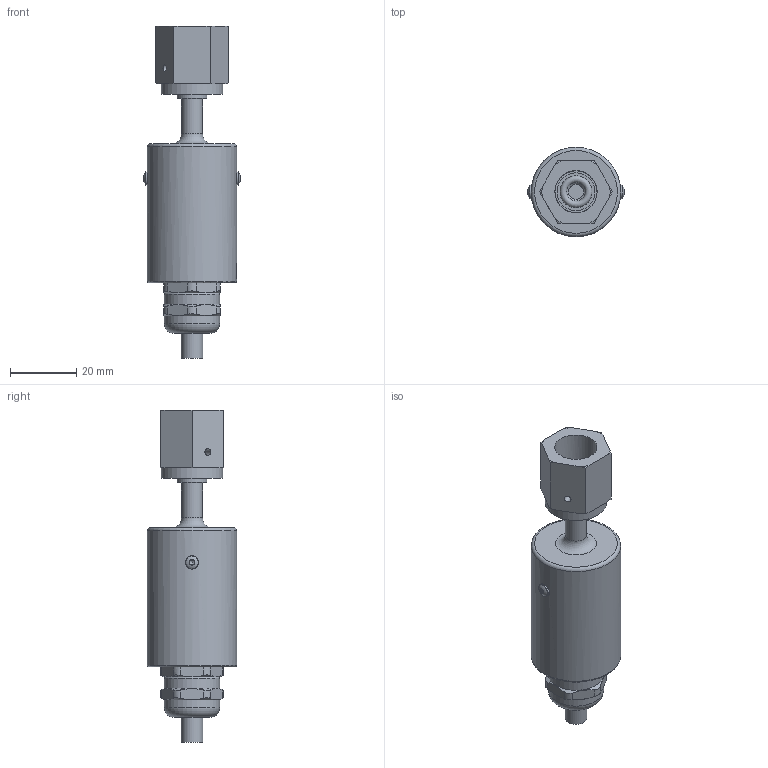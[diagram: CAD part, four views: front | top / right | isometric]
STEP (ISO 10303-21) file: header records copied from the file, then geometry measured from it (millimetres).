
FILE_DESCRIPTION(/* description */ (''),/* implementation_level */ '2;1');
FILE_NAME(/* name */ 'CDG015D(PG9VCR4F)DRAFTA_SOLID.stp',/* time_stamp */ '2024-08-23T08:37:20+02:00',/* author */ ('quen001'),/* organization */ (''),/* preprocessor_version */ 'ST-DEVELOPER v19.2',/* originating_system */ 'Autodesk Inventor 2023',/* authorisation */ '');
FILE_SCHEMA (('AUTOMOTIVE_DESIGN { 1 0 10303 214 3 1 1 }'));
Length unit declared in the file: millimetre
Products named in the file (1): CDG015D(PG9VCR4F)DRAFTA_SOLID
Bounding box: 29.16 x 27 x 100.21 mm (x, y, z)
Volume: 31875.2 mm3; surface area: 11228.6 mm2
Topology: 1 solids, 7 shells, 311 faces, 825 edges, 541 vertices
Faces by surface type: cylinder 119, plane 106, cone 56, torus 21, bspline 7, sphere 2
Full cylindrical faces by diameter (mm): 1.15 x2, 1.45 x1, 2.032 x2, 3.4 x1, 3.55 x1, 4 x2, 4.572 x1, 5 x1, 5.3 x1, 6.35 x1, 6.606 x1, 8.5 x1, 8.89 x1, 9.144 x1, 10 x1, 10.7 x1, 11.43 x1, 12.5 x1, 12.6 x1, 12.7 x1, 12.751 x1, 13.672 x4, 15.328 x5, 16.4 x1, 16.7 x2, 18.542 x1, 27 x1
Entity records: 14950 total; most frequent: CARTESIAN_POINT 7476, ORIENTED_EDGE 1646, DIRECTION 1462, EDGE_CURVE 823, AXIS2_PLACEMENT_3D 569, VERTEX_POINT 541, EDGE_LOOP 338, LINE 324
